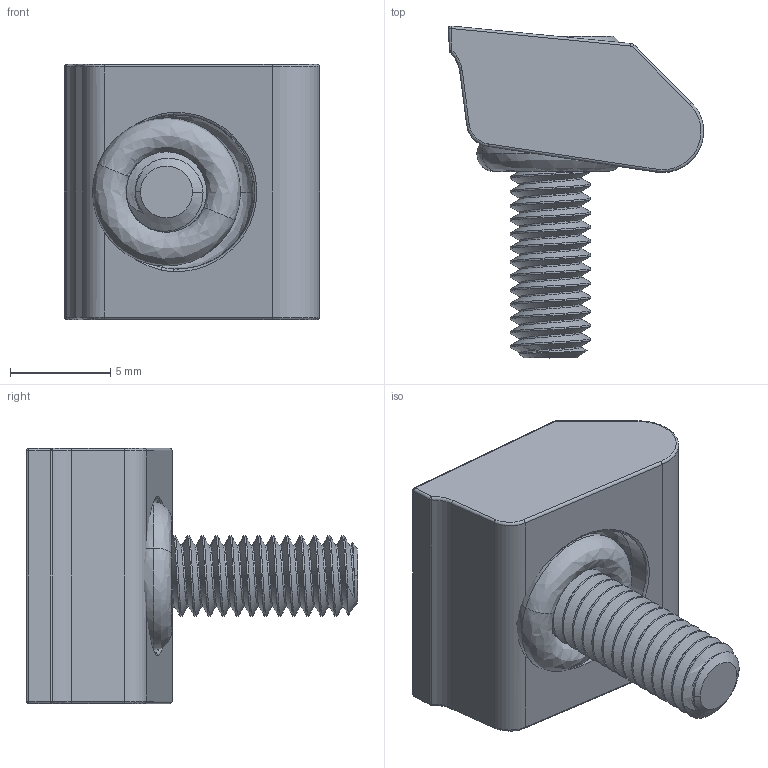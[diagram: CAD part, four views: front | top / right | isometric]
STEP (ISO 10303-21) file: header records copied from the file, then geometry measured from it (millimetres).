
FILE_DESCRIPTION (( 'STEP AP203' ), '1' );
FILE_NAME ('05-0426.STEP', '2023-06-05T16:42:26', ( '' ), ( '' ), 'SwSTEP 2.0', 'SolidWorks 2022', '' );
FILE_SCHEMA (( 'CONFIG_CONTROL_DESIGN' ));
Length unit declared in the file: inch
Products named in the file (4): M412MM SHCS_M412MM SHCS; 05-0426; 260301_260301; 007 O-RING_007 O-RING
Assembly tree (3 placements, depth 2):
  05-0426
    260301_260301
    007 O-RING_007 O-RING
    M412MM SHCS_M412MM SHCS
Bounding box: 12.69 x 16.51 x 12.7 mm (x, y, z)
Volume: 872.8 mm3; surface area: 1144.4 mm2
Topology: 3 solids, 3 shells, 175 faces, 443 edges, 271 vertices
Faces by surface type: cylinder 98, bspline 41, plane 23, cone 13
Entity records: 9257 total; most frequent: CARTESIAN_POINT 5279, ORIENTED_EDGE 880, DIRECTION 625, EDGE_CURVE 440, VERTEX_POINT 271, AXIS2_PLACEMENT_3D 241, EDGE_LOOP 179, ADVANCED_FACE 175
